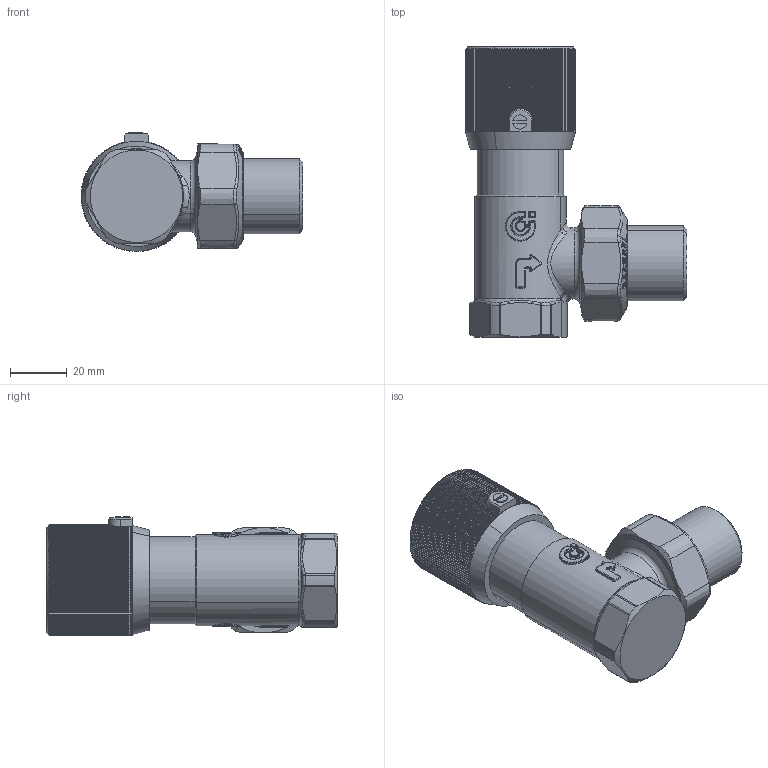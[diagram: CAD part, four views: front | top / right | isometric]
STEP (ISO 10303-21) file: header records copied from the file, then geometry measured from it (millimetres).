
FILE_DESCRIPTION(('CATIA V5 STEP Exchange','CAx-IF Rec.Pracs.--- Model Styling and Organization---1.5--- 2016-08-15','CAx-IF Rec.Pracs.---Supplemental Geometry---1.0---2011-11-01','CAx-IF Rec.Pracs.--- Composite Materials ---3.4---2017-06-13','CAx-IF Rec.Pracs.---Tessellated 3D Geometry---1.0---2015-12-17'),'2;1');
FILE_NAME('STEP_519500_-_TST.stp','2023-10-13T15:13:22+00:00',('none'),('none'),'CATIA Version 5-6 Release 2020 SP5','CATIA V5 STEP AP242 v2','none');
FILE_SCHEMA(('AP242_MANAGED_MODEL_BASED_3D_ENGINEERING_MIM_LF {1 0 10303 442 1 1 4}'));
Products named in the file (1): 519500 - TST
Bounding box: 77.99 x 102.16 x 41.98 mm (x, y, z)
Volume: 127480.6 mm3; surface area: 20388.4 mm2
Topology: 1 solids, 1 shells, 1806 faces, 4639 edges, 2738 vertices
Faces by surface type: plane 617, bspline 603, cylinder 391, sphere 118, cone 51, torus 26
Entity records: 87381 total; most frequent: CARTESIAN_POINT 52332, ORIENTED_EDGE 9038, EDGE_CURVE 4519, DIRECTION 4070, VERTEX_POINT 2738, B_SPLINE_CURVE_WITH_KNOTS 2171, AXIS2_PLACEMENT_3D 1840, EDGE_LOOP 1829
